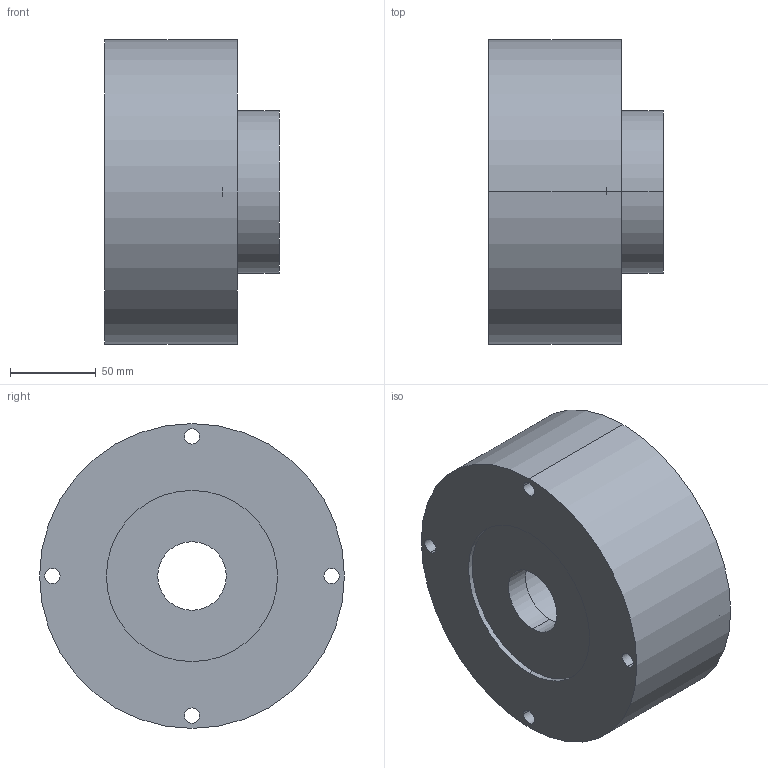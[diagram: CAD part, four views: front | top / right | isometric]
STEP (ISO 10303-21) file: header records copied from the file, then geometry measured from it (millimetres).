
FILE_DESCRIPTION (( 'STEP AP214' ), '1' );
FILE_NAME ('DAS-640.STEP', '2023-09-05T05:43:03', ( '' ), ( '' ), 'SwSTEP 2.0', 'SolidWorks 2023', '' );
FILE_SCHEMA (( 'AUTOMOTIVE_DESIGN' ));
Length unit declared in the file: millimetre
Products named in the file (1): DAS-640
Bounding box: 102 x 178 x 178 mm (x, y, z)
Volume: 1817602.4 mm3; surface area: 123620.2 mm2
Topology: 1 solids, 1 shells, 37 faces, 82 edges, 54 vertices
Faces by surface type: cylinder 26, plane 9, cone 2
Entity records: 1097 total; most frequent: DIRECTION 212, CARTESIAN_POINT 174, ORIENTED_EDGE 164, AXIS2_PLACEMENT_3D 92, EDGE_CURVE 82, CIRCLE 54, EDGE_LOOP 54, VERTEX_POINT 54
